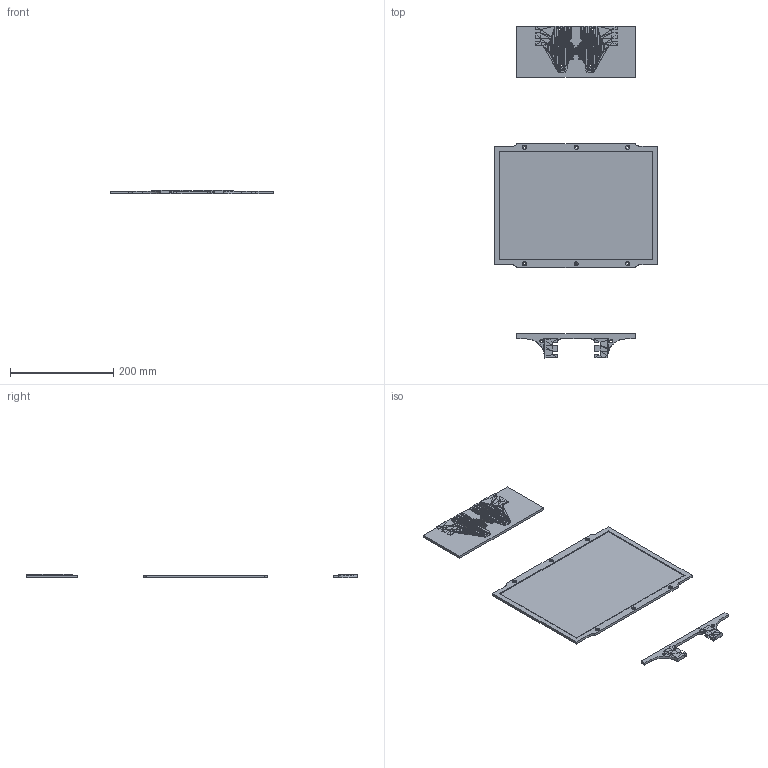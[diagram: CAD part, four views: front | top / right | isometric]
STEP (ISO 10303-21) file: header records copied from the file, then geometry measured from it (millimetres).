
FILE_DESCRIPTION(/* description */ (''),/* implementation_level */ '2;1');
FILE_NAME(/* name */ 'SO_ARM_A4_frame.step',/* time_stamp */ '2025-09-20T17:47:37+02:00',/* author */ (''),/* organization */ (''),/* preprocessor_version */ 'ST-DEVELOPER v20.1',/* originating_system */ 'Autodesk Translation Framework v14.10.0.0',/* authorisation */ '');
FILE_SCHEMA (('AUTOMOTIVE_DESIGN { 1 0 10303 214 3 1 1 }'));
Length unit declared in the file: millimetre
Products named in the file (1): SO_ARM_A4_frame
Bounding box: 317.23 x 643.52 x 7.25 mm (x, y, z)
Volume: 403276.2 mm3; surface area: 226976.6 mm2
Topology: 3 solids, 3 shells, 1722 faces, 3163 edges, 1458 vertices
Faces by surface type: plane 1673, cylinder 41, cone 8
Full cylindrical faces by diameter (mm): 2.7 x2, 3 x4, 4.5 x6, 5 x6, 6 x2
Entity records: 39188 total; most frequent: DIRECTION 6807, CARTESIAN_POINT 6418, ORIENTED_EDGE 6326, EDGE_CURVE 3163, LINE 2897, VECTOR 2897, AXIS2_PLACEMENT_3D 1955, EDGE_LOOP 1773
